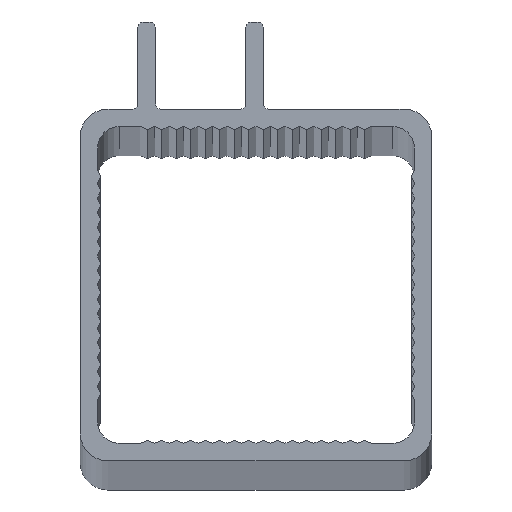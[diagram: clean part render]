
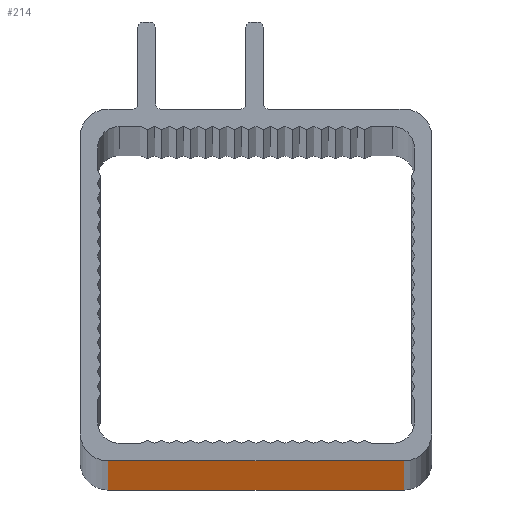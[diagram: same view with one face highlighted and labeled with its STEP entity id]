
A CAD part, top view. The second image highlights one B-rep face of the part: STEP entity #214.
In plain terms, the highlighted planar face has unit normal (0, -1, 0).
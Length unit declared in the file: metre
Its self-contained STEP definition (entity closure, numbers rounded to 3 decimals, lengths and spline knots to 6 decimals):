
#214=ADVANCED_FACE('',(#575),#576,.F.);
#575=FACE_OUTER_BOUND('',#1082,.T.);
#576=PLANE('',#1083);
#1082=EDGE_LOOP('',(#1643,#1644,#1645,#1646));
#1083=AXIS2_PLACEMENT_3D('',#1647,#1648,#1649);
#1643=ORIENTED_EDGE('',*,*,#3253,.T.);
#1644=ORIENTED_EDGE('',*,*,#3254,.F.);
#1645=ORIENTED_EDGE('',*,*,#3255,.F.);
#1646=ORIENTED_EDGE('',*,*,#3256,.T.);
#1647=CARTESIAN_POINT('',(0.313603,0.117488,0.0));
#1648=DIRECTION('',(0.,1.0,0.0));
#1649=DIRECTION('',(-1.0,0.,0.0));
#3253=EDGE_CURVE('',#3955,#3956,#3957,.T.);
#3254=EDGE_CURVE('',#3958,#3956,#3959,.T.);
#3255=EDGE_CURVE('',#3960,#3958,#3961,.T.);
#3256=EDGE_CURVE('',#3960,#3955,#3962,.T.);
#3955=VERTEX_POINT('',#4985);
#3956=VERTEX_POINT('',#4986);
#3957=LINE('',#4987,#4988);
#3958=VERTEX_POINT('',#4989);
#3959=LINE('',#4990,#4991);
#3960=VERTEX_POINT('',#4992);
#3961=LINE('',#4993,#4994);
#3962=LINE('',#4995,#4996);
#4985=CARTESIAN_POINT('',(0.292013,0.117488,-1.2192));
#4986=CARTESIAN_POINT('',(0.313603,0.117488,-1.2192));
#4987=CARTESIAN_POINT('',(0.313603,0.117488,-1.2192));
#4988=VECTOR('',#6334,1.0);
#4989=CARTESIAN_POINT('',(0.313603,0.117488,0.0));
#4990=CARTESIAN_POINT('',(0.313603,0.117488,0.0));
#4991=VECTOR('',#6335,1.0);
#4992=CARTESIAN_POINT('',(0.292013,0.117488,0.0));
#4993=CARTESIAN_POINT('',(0.313603,0.117488,0.0));
#4994=VECTOR('',#6336,1.0);
#4995=CARTESIAN_POINT('',(0.292013,0.117488,0.0));
#4996=VECTOR('',#6337,1.0);
#6334=DIRECTION('',(1.0,0.,0.0));
#6335=DIRECTION('',(0.0,0.0,-1.0));
#6336=DIRECTION('',(1.0,0.,0.0));
#6337=DIRECTION('',(0.0,0.0,-1.0));
